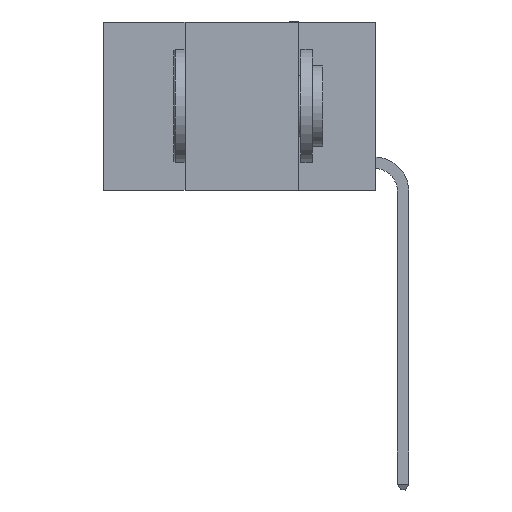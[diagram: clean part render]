
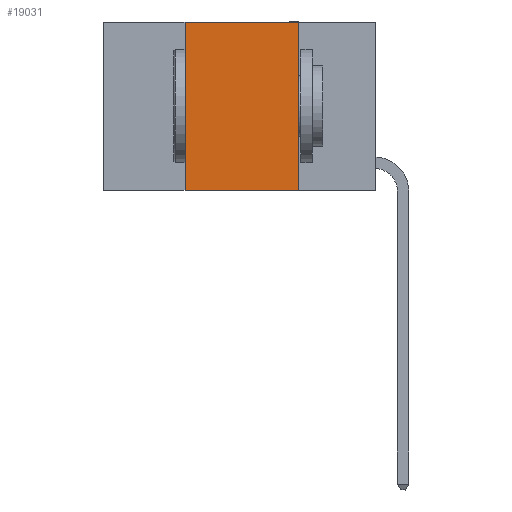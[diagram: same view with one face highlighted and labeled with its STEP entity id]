
A CAD part, left-side view. The second image highlights one B-rep face of the part: STEP entity #19031.
In plain terms, the highlighted planar face has unit normal (-1, 0, 0).
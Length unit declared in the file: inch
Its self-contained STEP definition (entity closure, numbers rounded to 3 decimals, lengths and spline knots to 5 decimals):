
#1210 = DIRECTION ( 'NONE',  ( 0., -1., 0. ) ) ;
#1723 = EDGE_CURVE ( 'NONE', #12103, #3089, #3077, .T. ) ;
#2637 = AXIS2_PLACEMENT_3D ( 'NONE', #3235, #18735, #7208 ) ;
#3077 = LINE ( 'NONE', #16315, #17334 ) ;
#3089 = VERTEX_POINT ( 'NONE', #14575 ) ;
#3235 = CARTESIAN_POINT ( 'NONE',  ( 0., 0.6, 0. ) ) ;
#3258 = VERTEX_POINT ( 'NONE', #7394 ) ;
#3891 = CARTESIAN_POINT ( 'NONE',  ( 0., 0.17, 0. ) ) ;
#4317 = LINE ( 'NONE', #12930, #10171 ) ;
#4638 = CARTESIAN_POINT ( 'NONE',  ( 0., 0.17, -0.37 ) ) ;
#4743 = ORIENTED_EDGE ( 'NONE', *, *, #13493, .F. ) ;
#5189 = EDGE_CURVE ( 'NONE', #3258, #14182, #9490, .T. ) ;
#6496 = DIRECTION ( 'NONE',  ( 0., -1., 0. ) ) ;
#7208 = DIRECTION ( 'NONE',  ( 0., 0., -1. ) ) ;
#7394 = CARTESIAN_POINT ( 'NONE',  ( 0., 0.17, 0. ) ) ;
#8883 = VECTOR ( 'NONE', #9796, 39.37008 ) ;
#9490 = LINE ( 'NONE', #3891, #8883 ) ;
#9796 = DIRECTION ( 'NONE',  ( 0., 0., -1. ) ) ;
#10171 = VECTOR ( 'NONE', #1210, 39.37008 ) ;
#10371 = VECTOR ( 'NONE', #6496, 39.37008 ) ;
#10786 = CARTESIAN_POINT ( 'NONE',  ( 0., 0.42, -0.37 ) ) ;
#10983 = EDGE_CURVE ( 'NONE', #12103, #14182, #4317, .T. ) ;
#11591 = LINE ( 'NONE', #16110, #10371 ) ;
#11784 = ORIENTED_EDGE ( 'NONE', *, *, #1723, .F. ) ;
#12103 = VERTEX_POINT ( 'NONE', #10786 ) ;
#12471 = DIRECTION ( 'NONE',  ( 0., 0., 1. ) ) ;
#12930 = CARTESIAN_POINT ( 'NONE',  ( 0., 0.6, -0.37 ) ) ;
#13493 = EDGE_CURVE ( 'NONE', #3089, #3258, #11591, .T. ) ;
#14182 = VERTEX_POINT ( 'NONE', #4638 ) ;
#14575 = CARTESIAN_POINT ( 'NONE',  ( 0., 0.42, 0. ) ) ;
#15590 = EDGE_LOOP ( 'NONE', ( #23991, #4743, #11784, #18660 ) ) ;
#16110 = CARTESIAN_POINT ( 'NONE',  ( 0., 0.6, 0. ) ) ;
#16315 = CARTESIAN_POINT ( 'NONE',  ( 0., 0.42, 0. ) ) ;
#16804 = PLANE ( 'NONE',  #2637 ) ;
#17334 = VECTOR ( 'NONE', #12471, 39.37008 ) ;
#18660 = ORIENTED_EDGE ( 'NONE', *, *, #10983, .T. ) ;
#18735 = DIRECTION ( 'NONE',  ( 1., 0., 0. ) ) ;
#19031 = ADVANCED_FACE ( 'NONE', ( #22908 ), #16804, .F. ) ;
#22908 = FACE_OUTER_BOUND ( 'NONE', #15590, .T. ) ;
#23991 = ORIENTED_EDGE ( 'NONE', *, *, #5189, .F. ) ;
